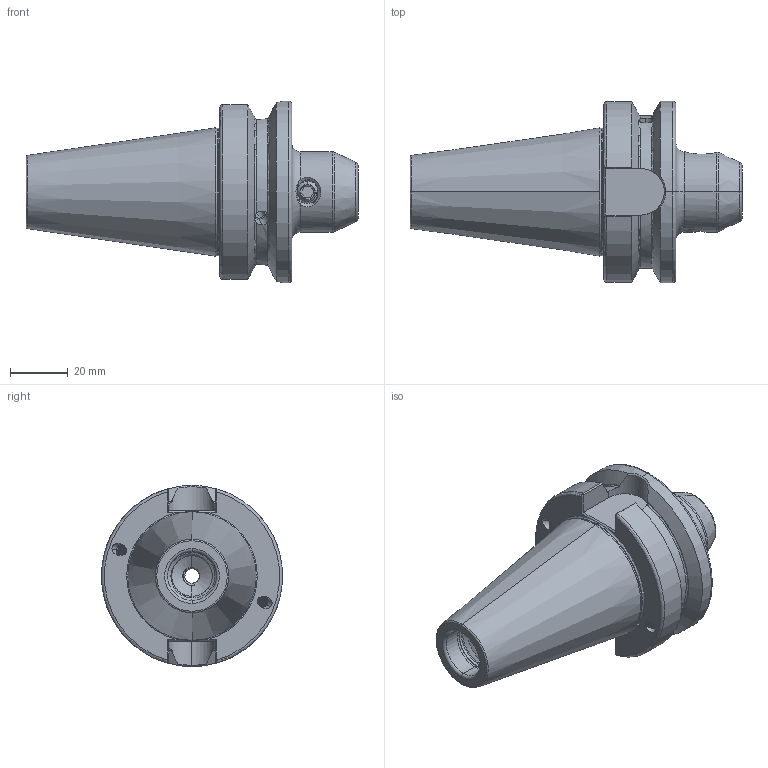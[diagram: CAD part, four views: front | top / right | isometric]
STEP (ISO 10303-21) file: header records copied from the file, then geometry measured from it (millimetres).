
FILE_DESCRIPTION (( 'STEP AP203' ), '1' );
FILE_NAME ('406.05.08.STEP', '2016-08-08T06:26:17', ( '' ), ( '' ), 'SwSTEP 2.0', 'SolidWorks 2012', '' );
FILE_SCHEMA (( 'CONFIG_CONTROL_DESIGN' ));
Length unit declared in the file: millimetre
Products named in the file (3): 側固8_M8x1.25_10L; 406.05.08
Assembly tree (2 placements, depth 2):
  406.05.08
    406.05.08
    側固8_M8x1.25_10L
Bounding box: 115.4 x 63 x 63 mm (x, y, z)
Volume: 134300.5 mm3; surface area: 26721.6 mm2
Topology: 2 solids, 2 shells, 310 faces, 844 edges, 543 vertices
Faces by surface type: cylinder 165, plane 49, bspline 37, torus 29, cone 28, sphere 2
Entity records: 28364 total; most frequent: CARTESIAN_POINT 21429, ORIENTED_EDGE 1684, DIRECTION 1092, EDGE_CURVE 842, VERTEX_POINT 543, AXIS2_PLACEMENT_3D 425, EDGE_LOOP 329, ADVANCED_FACE 310
